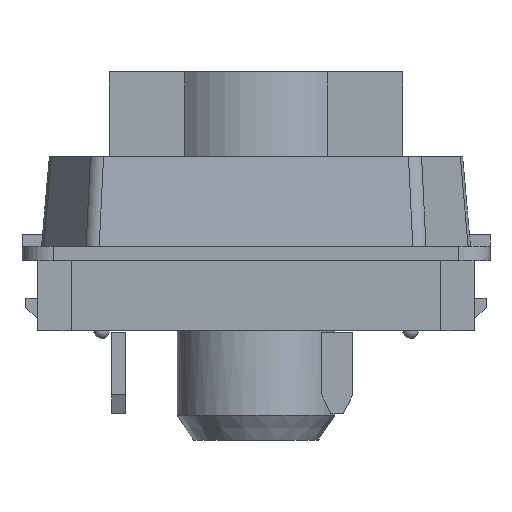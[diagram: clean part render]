
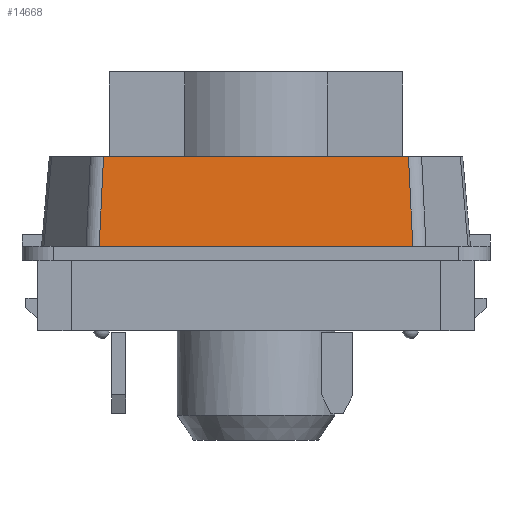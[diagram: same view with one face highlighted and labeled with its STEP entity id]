
A CAD part, front view. The second image highlights one B-rep face of the part: STEP entity #14668.
In plain terms, the highlighted planar face has unit normal (0, -0.996, 0.087).
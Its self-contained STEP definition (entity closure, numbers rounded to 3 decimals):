
#11038 = PLANE('',#11039);
#11039 = AXIS2_PLACEMENT_3D('',#11040,#11041,#11042);
#11040 = CARTESIAN_POINT('',(0.,0.788,5.839));
#11041 = DIRECTION('',(-0.,-0.,-1.));
#11042 = DIRECTION('',(-1.,0.,0.));
#12014 = PLANE('',#12015);
#12015 = AXIS2_PLACEMENT_3D('',#12016,#12017,#12018);
#12016 = CARTESIAN_POINT('',(0.,0.788,2.96));
#12017 = DIRECTION('',(-0.,-0.,-1.));
#12018 = DIRECTION('',(-1.,0.,0.));
#12678 = VERTEX_POINT('',#12679);
#12679 = CARTESIAN_POINT('',(4.886,-5.868,
    5.839));
#12698 = CYLINDRICAL_SURFACE('',#12699,0.5);
#12699 = AXIS2_PLACEMENT_3D('',#12700,#12701,#12702);
#12700 = CARTESIAN_POINT('',(5.026,-5.623,
    2.903));
#12701 = DIRECTION('',(-0.048,0.087,
    0.995));
#12702 = DIRECTION('',(0.,-0.996,
    0.087));
#12712 = EDGE_CURVE('',#12678,#12713,#12715,.T.);
#12713 = VERTEX_POINT('',#12714);
#12714 = CARTESIAN_POINT('',(-4.886,-5.868,
    5.839));
#12715 = SURFACE_CURVE('',#12716,(#12720,#12727),.PCURVE_S1.);
#12716 = LINE('',#12717,#12718);
#12717 = CARTESIAN_POINT('',(5.3,-5.868,5.839));
#12718 = VECTOR('',#12719,1.);
#12719 = DIRECTION('',(-1.,0.,0.));
#12720 = PCURVE('',#11038,#12721);
#12721 = DEFINITIONAL_REPRESENTATION('',(#12722),#12726);
#12722 = LINE('',#12723,#12724);
#12723 = CARTESIAN_POINT('',(-5.3,-6.656));
#12724 = VECTOR('',#12725,1.);
#12725 = DIRECTION('',(1.,0.));
#12726 = ( GEOMETRIC_REPRESENTATION_CONTEXT(2) 
PARAMETRIC_REPRESENTATION_CONTEXT() REPRESENTATION_CONTEXT('2D SPACE',''
  ) );
#12727 = PCURVE('',#12728,#12733);
#12728 = PLANE('',#12729);
#12729 = AXIS2_PLACEMENT_3D('',#12730,#12731,#12732);
#12730 = CARTESIAN_POINT('',(5.3,-6.12,2.96));
#12731 = DIRECTION('',(-0.,-0.996,0.087));
#12732 = DIRECTION('',(0.,0.087,0.996));
#12733 = DEFINITIONAL_REPRESENTATION('',(#12734),#12738);
#12734 = LINE('',#12735,#12736);
#12735 = CARTESIAN_POINT('',(2.89,0.));
#12736 = VECTOR('',#12737,1.);
#12737 = DIRECTION('',(0.,1.));
#12738 = ( GEOMETRIC_REPRESENTATION_CONTEXT(2) 
PARAMETRIC_REPRESENTATION_CONTEXT() REPRESENTATION_CONTEXT('2D SPACE',''
  ) );
#12761 = CYLINDRICAL_SURFACE('',#12762,0.5);
#12762 = AXIS2_PLACEMENT_3D('',#12763,#12764,#12765);
#12763 = CARTESIAN_POINT('',(-5.026,-5.623,
    2.903));
#12764 = DIRECTION('',(0.048,0.087,
    0.995));
#12765 = DIRECTION('',(-0.843,-0.531,
    0.087));
#14087 = VERTEX_POINT('',#14088);
#14088 = CARTESIAN_POINT('',(5.025,-6.12,2.96));
#14116 = EDGE_CURVE('',#14087,#14117,#14119,.T.);
#14117 = VERTEX_POINT('',#14118);
#14118 = CARTESIAN_POINT('',(-5.025,-6.12,2.96));
#14119 = SURFACE_CURVE('',#14120,(#14124,#14131),.PCURVE_S1.);
#14120 = LINE('',#14121,#14122);
#14121 = CARTESIAN_POINT('',(5.3,-6.12,2.96));
#14122 = VECTOR('',#14123,1.);
#14123 = DIRECTION('',(-1.,0.,0.));
#14124 = PCURVE('',#12014,#14125);
#14125 = DEFINITIONAL_REPRESENTATION('',(#14126),#14130);
#14126 = LINE('',#14127,#14128);
#14127 = CARTESIAN_POINT('',(-5.3,-6.908));
#14128 = VECTOR('',#14129,1.);
#14129 = DIRECTION('',(1.,0.));
#14130 = ( GEOMETRIC_REPRESENTATION_CONTEXT(2) 
PARAMETRIC_REPRESENTATION_CONTEXT() REPRESENTATION_CONTEXT('2D SPACE',''
  ) );
#14131 = PCURVE('',#12728,#14132);
#14132 = DEFINITIONAL_REPRESENTATION('',(#14133),#14137);
#14133 = LINE('',#14134,#14135);
#14134 = CARTESIAN_POINT('',(0.,0.));
#14135 = VECTOR('',#14136,1.);
#14136 = DIRECTION('',(0.,1.));
#14137 = ( GEOMETRIC_REPRESENTATION_CONTEXT(2) 
PARAMETRIC_REPRESENTATION_CONTEXT() REPRESENTATION_CONTEXT('2D SPACE',''
  ) );
#14648 = EDGE_CURVE('',#14087,#12678,#14649,.T.);
#14649 = SURFACE_CURVE('',#14650,(#14654,#14661),.PCURVE_S1.);
#14650 = LINE('',#14651,#14652);
#14651 = CARTESIAN_POINT('',(5.026,-6.121,
    2.947));
#14652 = VECTOR('',#14653,1.);
#14653 = DIRECTION('',(-0.048,0.087,
    0.995));
#14654 = PCURVE('',#12698,#14655);
#14655 = DEFINITIONAL_REPRESENTATION('',(#14656),#14660);
#14656 = LINE('',#14657,#14658);
#14657 = CARTESIAN_POINT('',(0.,0.));
#14658 = VECTOR('',#14659,1.);
#14659 = DIRECTION('',(0.,1.));
#14660 = ( GEOMETRIC_REPRESENTATION_CONTEXT(2) 
PARAMETRIC_REPRESENTATION_CONTEXT() REPRESENTATION_CONTEXT('2D SPACE',''
  ) );
#14661 = PCURVE('',#12728,#14662);
#14662 = DEFINITIONAL_REPRESENTATION('',(#14663),#14667);
#14663 = LINE('',#14664,#14665);
#14664 = CARTESIAN_POINT('',(-0.013,0.274));
#14665 = VECTOR('',#14666,1.);
#14666 = DIRECTION('',(0.999,0.048));
#14667 = ( GEOMETRIC_REPRESENTATION_CONTEXT(2) 
PARAMETRIC_REPRESENTATION_CONTEXT() REPRESENTATION_CONTEXT('2D SPACE',''
  ) );
#14668 = ADVANCED_FACE('',(#14669),#12728,.T.);
#14669 = FACE_BOUND('',#14670,.T.);
#14670 = EDGE_LOOP('',(#14671,#14672,#14673,#14674));
#14671 = ORIENTED_EDGE('',*,*,#14116,.F.);
#14672 = ORIENTED_EDGE('',*,*,#14648,.T.);
#14673 = ORIENTED_EDGE('',*,*,#12712,.T.);
#14674 = ORIENTED_EDGE('',*,*,#14675,.F.);
#14675 = EDGE_CURVE('',#14117,#12713,#14676,.T.);
#14676 = SURFACE_CURVE('',#14677,(#14681,#14688),.PCURVE_S1.);
#14677 = LINE('',#14678,#14679);
#14678 = CARTESIAN_POINT('',(-5.026,-6.121,
    2.947));
#14679 = VECTOR('',#14680,1.);
#14680 = DIRECTION('',(0.048,0.087,
    0.995));
#14681 = PCURVE('',#12728,#14682);
#14682 = DEFINITIONAL_REPRESENTATION('',(#14683),#14687);
#14683 = LINE('',#14684,#14685);
#14684 = CARTESIAN_POINT('',(-0.013,10.326));
#14685 = VECTOR('',#14686,1.);
#14686 = DIRECTION('',(0.999,-0.048));
#14687 = ( GEOMETRIC_REPRESENTATION_CONTEXT(2) 
PARAMETRIC_REPRESENTATION_CONTEXT() REPRESENTATION_CONTEXT('2D SPACE',''
  ) );
#14688 = PCURVE('',#12761,#14689);
#14689 = DEFINITIONAL_REPRESENTATION('',(#14690),#14694);
#14690 = LINE('',#14691,#14692);
#14691 = CARTESIAN_POINT('',(1.004,0.));
#14692 = VECTOR('',#14693,1.);
#14693 = DIRECTION('',(0.,1.));
#14694 = ( GEOMETRIC_REPRESENTATION_CONTEXT(2) 
PARAMETRIC_REPRESENTATION_CONTEXT() REPRESENTATION_CONTEXT('2D SPACE',''
  ) );
